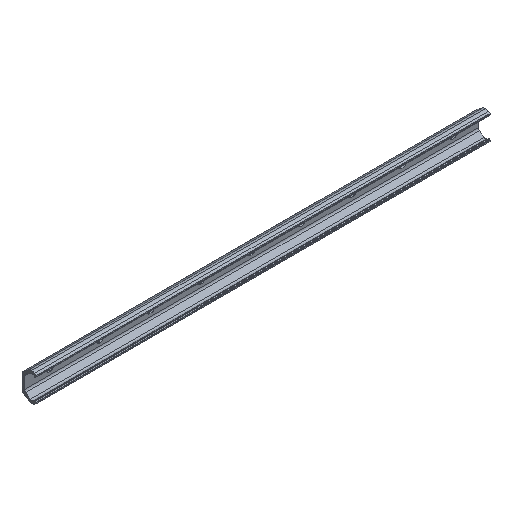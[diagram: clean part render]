
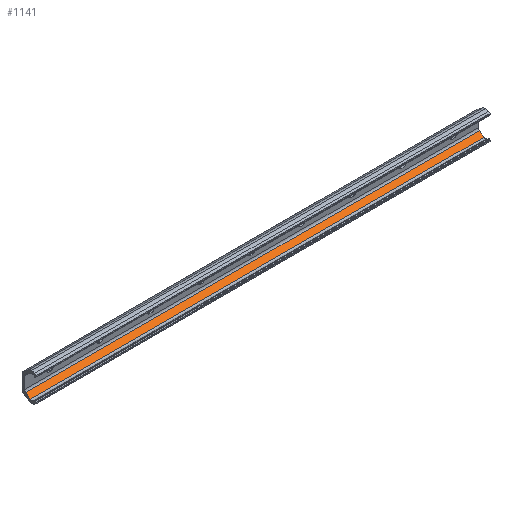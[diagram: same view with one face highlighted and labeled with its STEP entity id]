
A CAD part, isometric view. The second image highlights one B-rep face of the part: STEP entity #1141.
In plain terms, the highlighted planar face has unit normal (0, -0.574, 0.819).
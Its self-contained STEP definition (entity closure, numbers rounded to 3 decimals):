
#144 = LINE ( 'NONE', #863, #1021 ) ;
#243 = DIRECTION ( 'NONE',  ( -1., 0., 0. ) ) ;
#370 = DIRECTION ( 'NONE',  ( 0., 0.819, 0.574 ) ) ;
#372 = ORIENTED_EDGE ( 'NONE', *, *, #1529, .F. ) ;
#444 = CARTESIAN_POINT ( 'NONE',  ( -360., -9.204, -17.862 ) ) ;
#730 = ORIENTED_EDGE ( 'NONE', *, *, #767, .T. ) ;
#757 = LINE ( 'NONE', #1960, #1102 ) ;
#767 = EDGE_CURVE ( 'NONE', #1650, #2289, #1098, .T. ) ;
#817 = CARTESIAN_POINT ( 'NONE',  ( 360., -9.204, -17.862 ) ) ;
#826 = VERTEX_POINT ( 'NONE', #817 ) ;
#863 = CARTESIAN_POINT ( 'NONE',  ( 360., -1.706, -12.612 ) ) ;
#900 = CARTESIAN_POINT ( 'NONE',  ( 360., -9.204, -17.862 ) ) ;
#943 = ORIENTED_EDGE ( 'NONE', *, *, #2142, .T. ) ;
#1002 = AXIS2_PLACEMENT_3D ( 'NONE', #1625, #2179, #370 ) ;
#1021 = VECTOR ( 'NONE', #1576, 1000. ) ;
#1070 = DIRECTION ( 'NONE',  ( 0., -0.819, -0.574 ) ) ;
#1098 = LINE ( 'NONE', #444, #1941 ) ;
#1102 = VECTOR ( 'NONE', #243, 1000. ) ;
#1106 = EDGE_LOOP ( 'NONE', ( #730, #1925, #372, #943 ) ) ;
#1141 = ADVANCED_FACE ( 'NONE', ( #1797 ), #1462, .F. ) ;
#1462 = PLANE ( 'NONE',  #1002 ) ;
#1529 = EDGE_CURVE ( 'NONE', #2206, #826, #1957, .T. ) ;
#1576 = DIRECTION ( 'NONE',  ( -1., 0., 0. ) ) ;
#1625 = CARTESIAN_POINT ( 'NONE',  ( 360., -9.204, -17.862 ) ) ;
#1650 = VERTEX_POINT ( 'NONE', #1654 ) ;
#1654 = CARTESIAN_POINT ( 'NONE',  ( -360., -1.706, -12.612 ) ) ;
#1797 = FACE_OUTER_BOUND ( 'NONE', #1106, .T. ) ;
#1818 = DIRECTION ( 'NONE',  ( 0., -0.819, -0.574 ) ) ;
#1925 = ORIENTED_EDGE ( 'NONE', *, *, #1970, .F. ) ;
#1941 = VECTOR ( 'NONE', #1818, 1000. ) ;
#1957 = LINE ( 'NONE', #900, #2113 ) ;
#1960 = CARTESIAN_POINT ( 'NONE',  ( 360., -9.204, -17.862 ) ) ;
#1970 = EDGE_CURVE ( 'NONE', #826, #2289, #757, .T. ) ;
#2113 = VECTOR ( 'NONE', #1070, 1000. ) ;
#2142 = EDGE_CURVE ( 'NONE', #2206, #1650, #144, .T. ) ;
#2179 = DIRECTION ( 'NONE',  ( 0., 0.574, -0.819 ) ) ;
#2206 = VERTEX_POINT ( 'NONE', #2253 ) ;
#2253 = CARTESIAN_POINT ( 'NONE',  ( 360., -1.706, -12.612 ) ) ;
#2289 = VERTEX_POINT ( 'NONE', #2309 ) ;
#2309 = CARTESIAN_POINT ( 'NONE',  ( -360., -9.204, -17.862 ) ) ;
